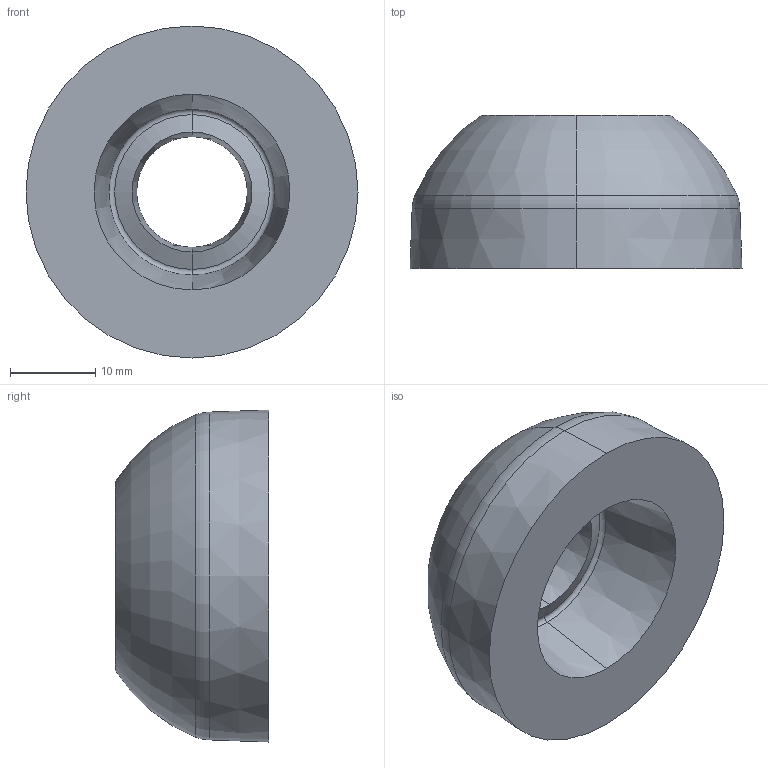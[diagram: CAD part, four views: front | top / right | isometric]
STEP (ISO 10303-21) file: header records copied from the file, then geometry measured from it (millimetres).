
FILE_DESCRIPTION (( 'STEP AP203' ), '1' );
FILE_NAME ('098a040zs.STEP', '2012-11-20T13:14:57', ( '' ), ( '' ), 'SwSTEP 2.0', 'SolidWorks 2012', '' );
FILE_SCHEMA (( 'CONFIG_CONTROL_DESIGN' ));
Length unit declared in the file: millimetre
Products named in the file (1): 098a040zs
Bounding box: 39 x 18 x 39 mm (x, y, z)
Volume: 12706.2 mm3; surface area: 4425.4 mm2
Topology: 1 solids, 1 shells, 17 faces, 38 edges, 22 vertices
Faces by surface type: cone 8, torus 6, sphere 2, plane 1
Entity records: 563 total; most frequent: DIRECTION 104, CARTESIAN_POINT 78, ORIENTED_EDGE 76, AXIS2_PLACEMENT_3D 48, EDGE_CURVE 38, CIRCLE 30, VERTEX_POINT 22, EDGE_LOOP 18
